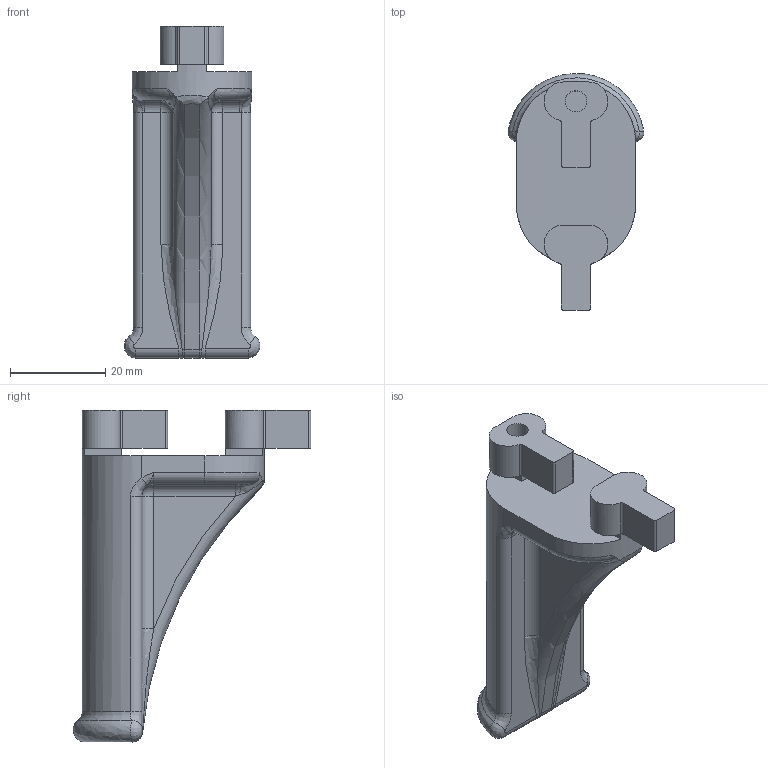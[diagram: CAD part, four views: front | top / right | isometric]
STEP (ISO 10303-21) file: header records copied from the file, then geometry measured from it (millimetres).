
FILE_DESCRIPTION(/* description */ (''),/* implementation_level */ '2;1');
FILE_NAME(/* name */ 'headphone_hanger.stp',/* time_stamp */ '2021-02-03T15:41:16+00:00',/* author */ ('Will'),/* organization */ (''),/* preprocessor_version */ 'ST-DEVELOPER v18.1',/* originating_system */ 'Autodesk Inventor 2021',/* authorisation */ '');
FILE_SCHEMA (('AUTOMOTIVE_DESIGN { 1 0 10303 214 3 1 1 }'));
Length unit declared in the file: millimetre
Products named in the file (1): headphone_hanger
Bounding box: 28.48 x 49.78 x 69.6 mm (x, y, z)
Volume: 23589.2 mm3; surface area: 8469.7 mm2
Topology: 1 solids, 1 shells, 86 faces, 220 edges, 134 vertices
Faces by surface type: cylinder 29, plane 27, bspline 20, torus 7, sphere 2, cone 1
Full cylindrical faces by diameter (mm): 4.5 x1
Entity records: 3506 total; most frequent: CARTESIAN_POINT 1494, ORIENTED_EDGE 434, DIRECTION 383, EDGE_CURVE 217, AXIS2_PLACEMENT_3D 147, VERTEX_POINT 134, LINE 89, VECTOR 89
